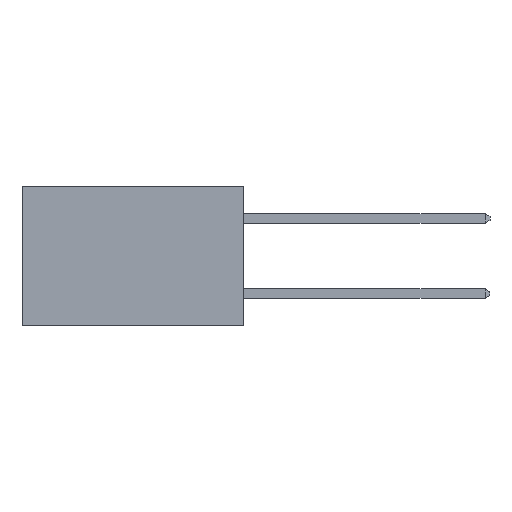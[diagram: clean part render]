
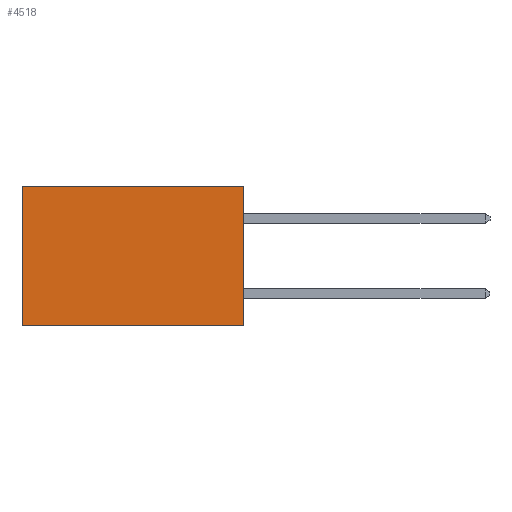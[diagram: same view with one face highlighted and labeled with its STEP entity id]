
A CAD part, left-side view. The second image highlights one B-rep face of the part: STEP entity #4518.
In plain terms, the highlighted planar face has unit normal (-1, 0, 0).
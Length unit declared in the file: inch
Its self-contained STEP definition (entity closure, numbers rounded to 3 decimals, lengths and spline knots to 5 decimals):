
#201 = ORIENTED_EDGE ( 'NONE', *, *, #4070, .T. ) ;
#322 = VERTEX_POINT ( 'NONE', #6346 ) ;
#430 = CARTESIAN_POINT ( 'NONE',  ( 0.277, 0., 0. ) ) ;
#458 = DIRECTION ( 'NONE',  ( 0., 1., 0. ) ) ;
#482 = ORIENTED_EDGE ( 'NONE', *, *, #892, .F. ) ;
#801 = ORIENTED_EDGE ( 'NONE', *, *, #1637, .T. ) ;
#892 = EDGE_CURVE ( 'NONE', #4642, #322, #2790, .T. ) ;
#952 = EDGE_CURVE ( 'NONE', #7199, #4642, #4941, .T. ) ;
#992 = CARTESIAN_POINT ( 'NONE',  ( 0.277, 0., 0. ) ) ;
#1111 = VECTOR ( 'NONE', #7435, 39.37008 ) ;
#1637 = EDGE_CURVE ( 'NONE', #2860, #322, #5619, .T. ) ;
#1781 = DIRECTION ( 'NONE',  ( 0., 0., -1. ) ) ;
#2001 = CARTESIAN_POINT ( 'NONE',  ( 0.277, 0., -0.37 ) ) ;
#2535 = FACE_OUTER_BOUND ( 'NONE', #6524, .T. ) ;
#2790 = LINE ( 'NONE', #6875, #1111 ) ;
#2860 = VERTEX_POINT ( 'NONE', #4972 ) ;
#2919 = CARTESIAN_POINT ( 'NONE',  ( 0.277, 0., -0.37 ) ) ;
#3390 = VECTOR ( 'NONE', #1781, 39.37008 ) ;
#3548 = ORIENTED_EDGE ( 'NONE', *, *, #952, .F. ) ;
#3920 = LINE ( 'NONE', #430, #6899 ) ;
#4070 = EDGE_CURVE ( 'NONE', #7199, #2860, #3920, .T. ) ;
#4518 = ADVANCED_FACE ( 'NONE', ( #2535 ), #6886, .F. ) ;
#4642 = VERTEX_POINT ( 'NONE', #2919 ) ;
#4941 = LINE ( 'NONE', #2001, #3390 ) ;
#4972 = CARTESIAN_POINT ( 'NONE',  ( 0.277, 0.59, 0. ) ) ;
#5619 = LINE ( 'NONE', #6615, #6842 ) ;
#6346 = CARTESIAN_POINT ( 'NONE',  ( 0.277, 0.59, -0.37 ) ) ;
#6524 = EDGE_LOOP ( 'NONE', ( #801, #482, #3548, #201 ) ) ;
#6615 = CARTESIAN_POINT ( 'NONE',  ( 0.277, 0.59, -0.37 ) ) ;
#6634 = DIRECTION ( 'NONE',  ( 0., 0., -1. ) ) ;
#6823 = DIRECTION ( 'NONE',  ( 0., 0., -1. ) ) ;
#6834 = DIRECTION ( 'NONE',  ( 1., 0., 0. ) ) ;
#6842 = VECTOR ( 'NONE', #6634, 39.37008 ) ;
#6875 = CARTESIAN_POINT ( 'NONE',  ( 0.277, 0., -0.37 ) ) ;
#6886 = PLANE ( 'NONE',  #7039 ) ;
#6899 = VECTOR ( 'NONE', #458, 39.37008 ) ;
#6984 = CARTESIAN_POINT ( 'NONE',  ( 0.277, 0., -0.37 ) ) ;
#7039 = AXIS2_PLACEMENT_3D ( 'NONE', #6984, #6834, #6823 ) ;
#7199 = VERTEX_POINT ( 'NONE', #992 ) ;
#7435 = DIRECTION ( 'NONE',  ( 0., 1., 0. ) ) ;
